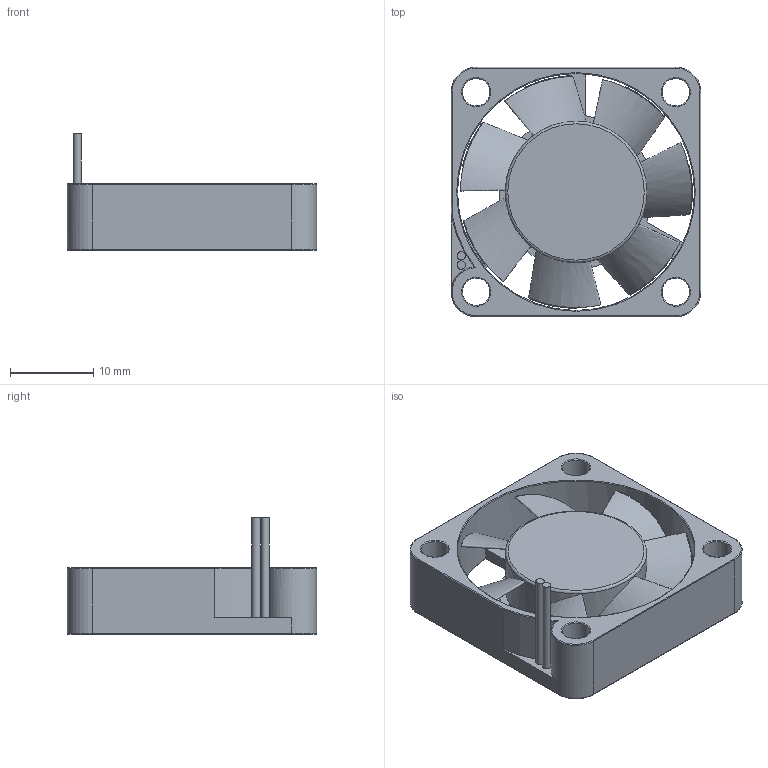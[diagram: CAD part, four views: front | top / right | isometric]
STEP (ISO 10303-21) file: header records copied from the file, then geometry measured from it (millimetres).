
FILE_DESCRIPTION(/* description */ (''),/* implementation_level */ '2;1');
FILE_NAME(/* name */ 'Fan_30x30x8_5V_2pin',/* time_stamp */ '2020-01-10T20:49:23+01:00',/* author */ ('Alexander Kirchner'),/* organization */ ('Alexander Kirchner Produktentwicklung e.U.'),/* preprocessor_version */ 'ST-DEVELOPER v16',/* originating_system */ 'DEX',/* authorisation */ $);
FILE_SCHEMA (('AUTOMOTIVE_DESIGN {1 0 10303 214 3 1 1}'));
Length unit declared in the file: millimetre
Products named in the file (3): Fan_30x30x8_5V_2pin; Body; Rotator
Assembly tree (2 placements, depth 2):
  Fan_30x30x8_5V_2pin
    Body
    Rotator
Bounding box: 30 x 30 x 14 mm (x, y, z)
Volume: 4650.6 mm3; surface area: 5107.3 mm2
Topology: 2 solids, 2 shells, 109 faces, 296 edges, 205 vertices
Faces by surface type: cylinder 37, bspline 28, torus 26, plane 18
Full cylindrical faces by diameter (mm): 1 x2, 3.3 x4, 17 x1, 28.5 x1
Entity records: 14734 total; most frequent: CARTESIAN_POINT 12181, ORIENTED_EDGE 384, DIRECTION 383, EDGE_CURVE 192, AXIS2_PLACEMENT_3D 163, EDGE_LOOP 149, FACE_BOUND 149, VERTEX_POINT 141
